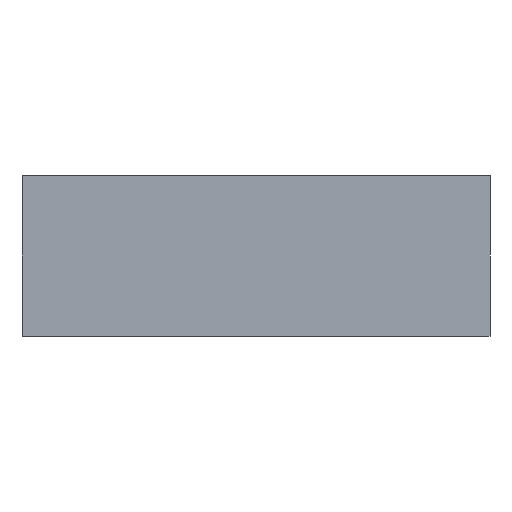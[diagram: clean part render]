
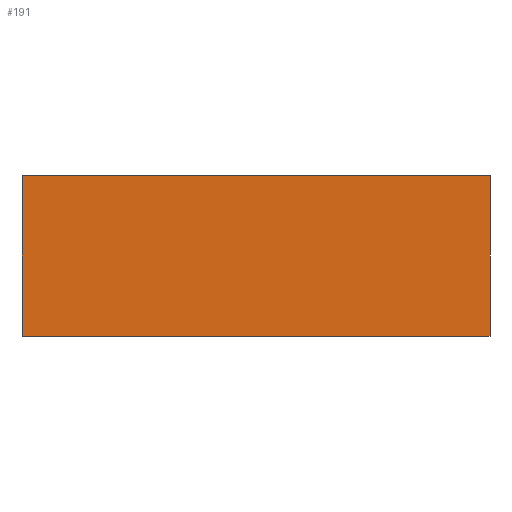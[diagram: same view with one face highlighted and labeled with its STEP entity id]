
A CAD part, front view. The second image highlights one B-rep face of the part: STEP entity #191.
In plain terms, the highlighted planar face has unit normal (0, -1, 0).
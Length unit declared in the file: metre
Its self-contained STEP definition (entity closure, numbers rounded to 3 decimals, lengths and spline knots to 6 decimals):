
#26=PLANE('',#245);
#55=ORIENTED_EDGE('',*,*,#106,.F.);
#56=ORIENTED_EDGE('',*,*,#107,.F.);
#57=ORIENTED_EDGE('',*,*,#108,.T.);
#58=ORIENTED_EDGE('',*,*,#105,.T.);
#105=EDGE_CURVE('',#129,#130,#143,.T.);
#106=EDGE_CURVE('',#131,#130,#144,.T.);
#107=EDGE_CURVE('',#132,#131,#145,.T.);
#108=EDGE_CURVE('',#132,#129,#146,.T.);
#129=VERTEX_POINT('',#312);
#130=VERTEX_POINT('',#373);
#131=VERTEX_POINT('',#377);
#132=VERTEX_POINT('',#379);
#143=LINE('',#374,#152);
#144=LINE('',#376,#153);
#145=LINE('',#378,#154);
#146=LINE('',#380,#155);
#152=VECTOR('',#255,1.);
#153=VECTOR('',#258,1.);
#154=VECTOR('',#259,1.);
#155=VECTOR('',#260,1.);
#161=EDGE_LOOP('',(#55,#56,#57,#58));
#172=FACE_BOUND('',#161,.T.);
#191=ADVANCED_FACE('',(#172),#26,.T.);
#245=AXIS2_PLACEMENT_3D('',#375,#256,#257);
#255=DIRECTION('',(0.,0.,-1.));
#256=DIRECTION('',(0.,-1.,0.));
#257=DIRECTION('',(1.,0.,0.));
#258=DIRECTION('',(-1.,0.,0.));
#259=DIRECTION('',(0.,0.,-1.));
#260=DIRECTION('',(-1.,0.,0.));
#312=CARTESIAN_POINT('',(0.000946,0.021662,0.013));
#373=CARTESIAN_POINT('',(0.000946,0.021662,0.));
#374=CARTESIAN_POINT('',(0.000946,0.021662,0.013));
#375=CARTESIAN_POINT('',(0.010483,0.021662,0.013));
#376=CARTESIAN_POINT('',(0.010483,0.021662,0.));
#377=CARTESIAN_POINT('',(0.038731,0.021662,0.));
#378=CARTESIAN_POINT('',(0.038731,0.021662,0.013));
#379=CARTESIAN_POINT('',(0.038731,0.021662,0.013));
#380=CARTESIAN_POINT('',(0.010483,0.021662,0.013));
